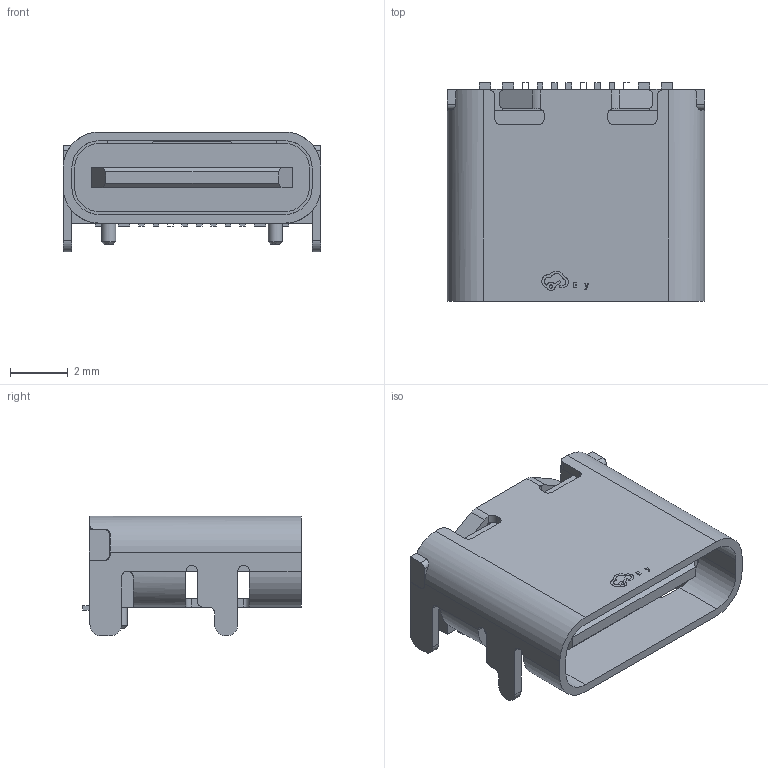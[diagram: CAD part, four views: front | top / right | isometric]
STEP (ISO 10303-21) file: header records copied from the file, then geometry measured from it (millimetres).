
FILE_DESCRIPTION (( 'STEP AP214' ), '1' );
FILE_NAME ('TYPE-C 16PIN 2MD(073).STEP', '2024-03-01T04:55:29', ( '' ), ( '' ), 'SwSTEP 2.0', 'SolidWorks 2022', '' );
FILE_SCHEMA (( 'AUTOMOTIVE_DESIGN' ));
Length unit declared in the file: millimetre
Products named in the file (1): TYPE-C 16PIN 2MD(073)
Bounding box: 8.94 x 7.58 x 4.16 mm (x, y, z)
Surface area: 411.8 mm2 (no closed solid volume)
Topology: 0 solids, 11 shells, 186 faces, 832 edges, 628 vertices
Faces by surface type: plane 121, cylinder 59, cone 4, bspline 2
Entity records: 11031 total; most frequent: CARTESIAN_POINT 2402, ORIENTED_EDGE 1279, DIRECTION 1271, EDGE_CURVE 832, VERTEX_POINT 628, VECTOR 601, LINE 601, AXIS2_PLACEMENT_3D 335
